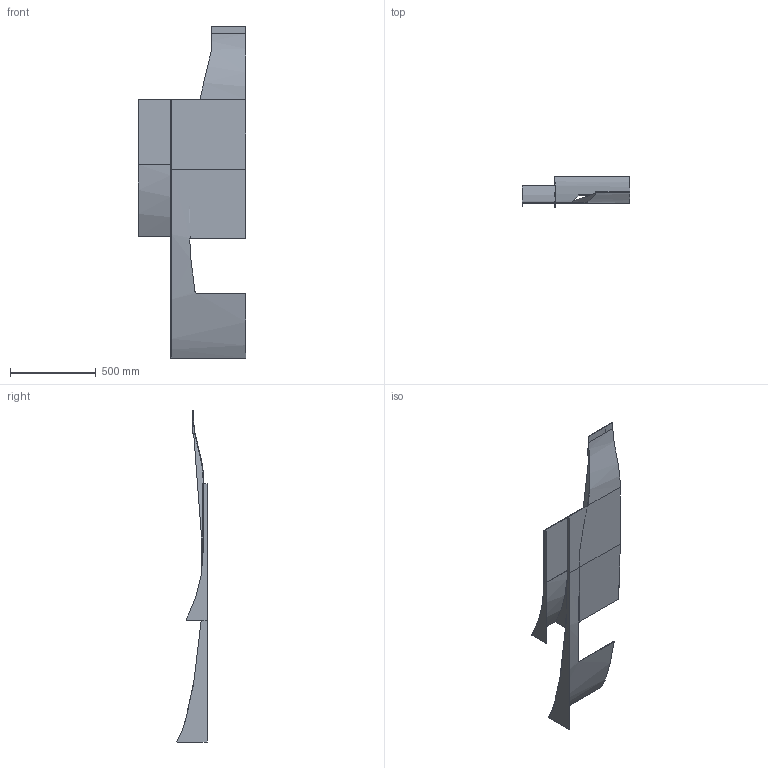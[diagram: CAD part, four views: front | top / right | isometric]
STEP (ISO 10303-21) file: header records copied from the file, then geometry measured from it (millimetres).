
FILE_DESCRIPTION (( 'STEP AP214' ), '1' );
FILE_NAME ('Flat_Plank_undertray_step file.STEP', '2024-10-24T00:57:03', ( '' ), ( '' ), 'SwSTEP 2.0', 'SolidWorks 2024', '' );
FILE_SCHEMA (( 'AUTOMOTIVE_DESIGN' ));
Length unit declared in the file: inch
Products named in the file (1): Flat_Plank_undertray_step file
Bounding box: 628.65 x 176.19 x 1938.81 mm (x, y, z)
Volume: 7816033.5 mm3; surface area: 1923104.6 mm2
Topology: 1 solids, 1 shells, 49 faces, 133 edges, 86 vertices
Faces by surface type: plane 28, bspline 19, cylinder 2
Entity records: 4086 total; most frequent: CARTESIAN_POINT 3005, ORIENTED_EDGE 266, DIRECTION 137, EDGE_CURVE 133, VERTEX_POINT 86, LINE 71, VECTOR 71, B_SPLINE_CURVE_WITH_KNOTS 60
